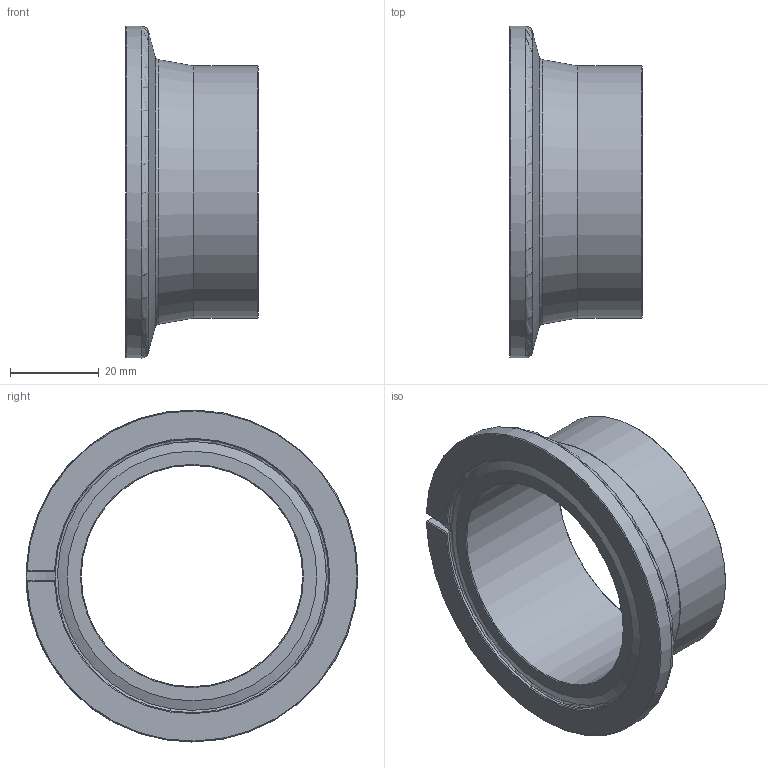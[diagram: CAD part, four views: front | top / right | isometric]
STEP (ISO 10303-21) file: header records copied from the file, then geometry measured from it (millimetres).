
FILE_DESCRIPTION(/* description */ (''),/* implementation_level */ '2;1');
FILE_NAME(/* name */ '32.050005.637.350',/* time_stamp */ '2019-02-21T08:27:16+01:00',/* author */ ('Murat Coskun Bicak'),/* organization */ ('Evac AG'),/* preprocessor_version */ 'ST-DEVELOPER v16.7',/* originating_system */ 'DEX',/* authorisation */ $);
FILE_SCHEMA (('AUTOMOTIVE_DESIGN {1 0 10303 214 3 1 1}'));
Length unit declared in the file: millimetre
Products named in the file (1): 32.050005.637.350
Bounding box: 30 x 74.98 x 75 mm (x, y, z)
Volume: 29130.1 mm3; surface area: 14714.6 mm2
Topology: 1 solids, 1 shells, 36 faces, 79 edges, 45 vertices
Faces by surface type: plane 15, cone 8, cylinder 5, torus 5, bspline 3
Full cylindrical faces by diameter (mm): 50 x1, 57 x1, 75 x1
Entity records: 880 total; most frequent: CARTESIAN_POINT 204, DIRECTION 128, ORIENTED_EDGE 116, EDGE_CURVE 58, AXIS2_PLACEMENT_3D 54, EDGE_LOOP 50, FACE_BOUND 50, VERTEX_POINT 38
